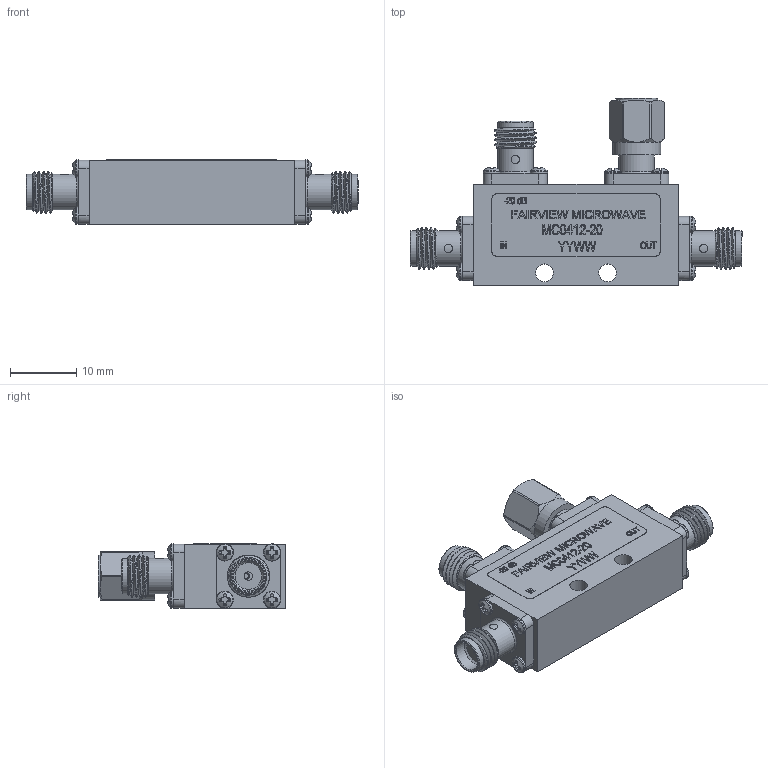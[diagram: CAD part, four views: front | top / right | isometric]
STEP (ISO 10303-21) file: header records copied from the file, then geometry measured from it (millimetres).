
FILE_DESCRIPTION (( 'STEP AP203' ), '1' );
FILE_NAME ('MC0412-20_3D.step', '2022-02-25T23:05:58', ( '' ), ( '' ), 'SwSTEP 2.0', 'SolidWorks 2021', '' );
FILE_SCHEMA (( 'CONFIG_CONTROL_DESIGN' ));
Length unit declared in the file: inch
Products named in the file (1): MC0412-20_3D
Bounding box: 50.04 x 28.19 x 9.73 mm (x, y, z)
Volume: 5928.1 mm3; surface area: 3745.7 mm2
Topology: 1 solids, 20 shells, 1185 faces, 3086 edges, 2038 vertices
Faces by surface type: plane 714, bspline 218, cylinder 174, cone 75, torus 4
Full cylindrical faces by diameter (mm): 1.016 x4, 1.092 x12, 1.27 x4, 1.93 x4, 2.504 x4, 2.591 x12, 2.667 x2, 4.521 x3, 5.08 x4, 5.334 x7, 6.35 x1, 7.29 x1
Entity records: 56737 total; most frequent: CARTESIAN_POINT 30538, ORIENTED_EDGE 5908, DIRECTION 4239, EDGE_CURVE 2954, VERTEX_POINT 1997, VECTOR 1655, LINE 1655, EDGE_LOOP 1393
